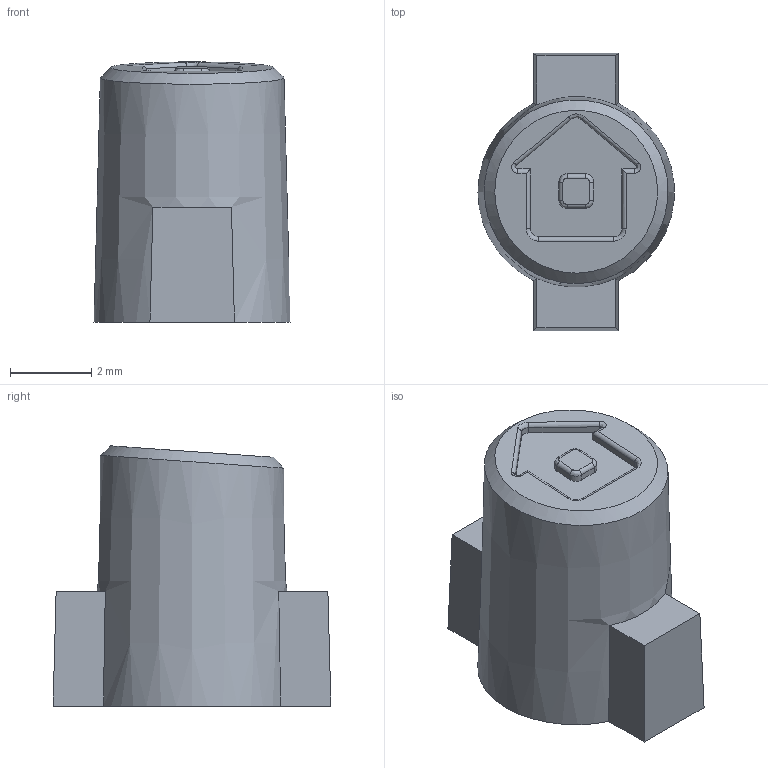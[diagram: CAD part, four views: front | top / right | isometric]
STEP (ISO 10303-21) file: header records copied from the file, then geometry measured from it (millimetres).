
FILE_DESCRIPTION(/* description */ (''),/* implementation_level */ '2;1');
FILE_NAME(/* name */ 'HomeButton.step',/* time_stamp */ '2024-06-20T11:45:15-07:00',/* author */ (''),/* organization */ (''),/* preprocessor_version */ 'ST-DEVELOPER v20',/* originating_system */ 'Autodesk Translation Framework v13.14.0.145',/* authorisation */ '');
FILE_SCHEMA (('AUTOMOTIVE_DESIGN { 1 0 10303 214 3 1 1 }'));
Length unit declared in the file: millimetre
Products named in the file (1): HomeButton
Bounding box: 4.82 x 6.83 x 6.39 mm (x, y, z)
Volume: 113.3 mm3; surface area: 155.2 mm2
Topology: 1 solids, 1 shells, 65 faces, 162 edges, 102 vertices
Faces by surface type: plane 30, cylinder 20, bspline 10, cone 5
Entity records: 2230 total; most frequent: CARTESIAN_POINT 660, ORIENTED_EDGE 324, DIRECTION 319, EDGE_CURVE 162, AXIS2_PLACEMENT_3D 116, VERTEX_POINT 102, LINE 87, VECTOR 87
